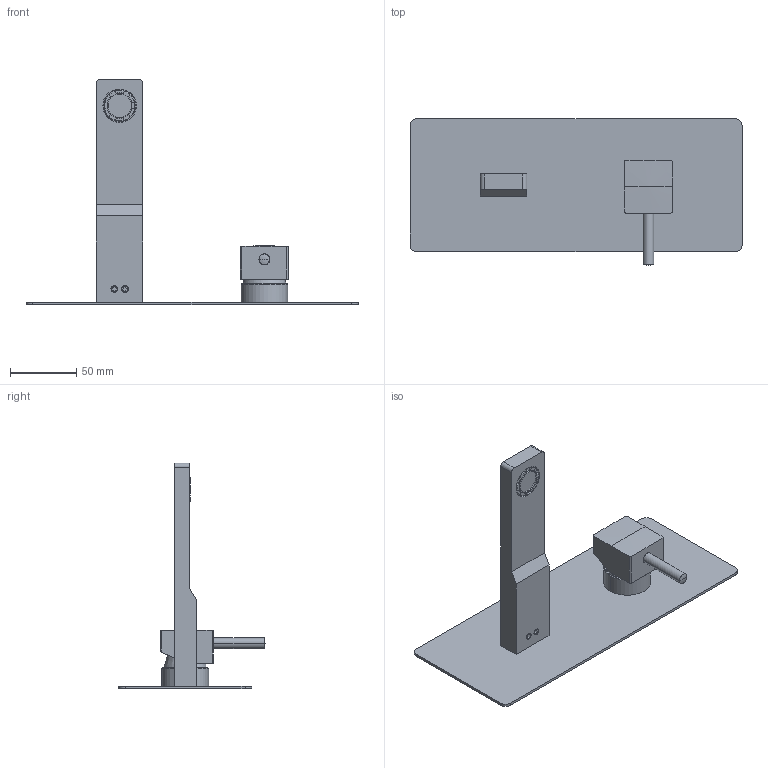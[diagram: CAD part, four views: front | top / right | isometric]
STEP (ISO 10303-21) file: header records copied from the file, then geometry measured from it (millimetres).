
FILE_DESCRIPTION((''),'2;1');
FILE_NAME('LEA104CR','2021-11-02T17:25:52',('ut3'),('PAFFONI SpA'),'CREO PARAMETRIC BY PTC INC, 2020044','CREO PARAMETRIC BY PTC INC, 2020044','');
FILE_SCHEMA(('CONFIG_CONTROL_DESIGN','SHAPE_APPEARANCE_LAYERS_GROUPS'));
Length unit declared in the file: millimetre
Products named in the file (1): LEA104CR
Bounding box: 250 x 110.16 x 170 mm (x, y, z)
Volume: 156064.2 mm3; surface area: 96717.5 mm2
Topology: 2 solids, 2 shells, 677 faces, 1728 edges, 1008 vertices
Faces by surface type: cylinder 252, plane 210, cone 71, sphere 64, torus 62, bspline 18
Entity records: 28244 total; most frequent: CARTESIAN_POINT 7072, DIRECTION 3505, ORIENTED_EDGE 3318, EDGE_CURVE 1659, AXIS2_PLACEMENT_3D 1419, VERTEX_POINT 1008, CIRCLE 760, EDGE_LOOP 745
